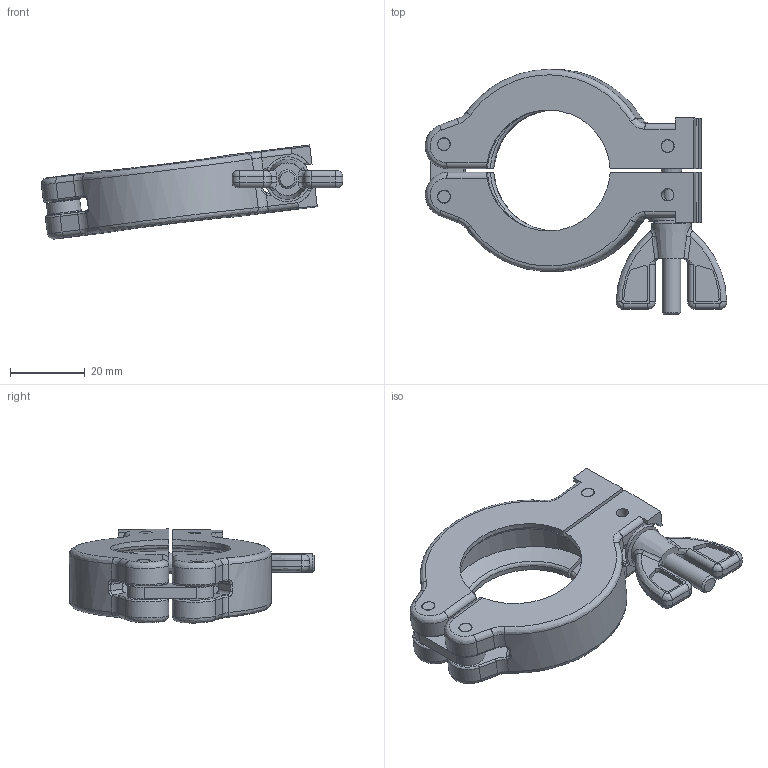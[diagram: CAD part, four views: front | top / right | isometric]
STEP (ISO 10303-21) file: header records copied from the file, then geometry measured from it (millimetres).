
FILE_DESCRIPTION (( 'STEP AP214' ), '1' );
FILE_NAME ('FULLVAC CA1KF25.STEP', '2019-03-26T14:41:24', ( '' ), ( '' ), 'SwSTEP 2.0', 'SolidWorks 2017', '' );
FILE_SCHEMA (( 'AUTOMOTIVE_DESIGN' ));
Length unit declared in the file: millimetre
Products named in the file (7): 5^FULLVAC CA1KF25; 3^FULLVAC CA1KF25; 1^FULLVAC CA1KF25; 2^FULLVAC CA1KF25; 6^FULLVAC CA1KF25; 4^FULLVAC CA1KF25; FULLVAC CA1KF25
Assembly tree (9 placements, depth 2):
  FULLVAC CA1KF25
    1^FULLVAC CA1KF25  x2
    2^FULLVAC CA1KF25
    3^FULLVAC CA1KF25  x3
    4^FULLVAC CA1KF25
    5^FULLVAC CA1KF25
    6^FULLVAC CA1KF25
Bounding box: 80.48 x 65.5 x 25.12 mm (x, y, z)
Volume: 24204.7 mm3; surface area: 15541.4 mm2
Topology: 9 solids, 9 shells, 282 faces, 696 edges, 438 vertices
Faces by surface type: cylinder 118, plane 85, bspline 62, cone 9, torus 8
Full cylindrical faces by diameter (mm): 3.1 x3, 3.3 x8, 3.5 x6, 4.134 x1, 5 x1, 5.5 x1, 6 x1, 12 x1
Entity records: 10145 total; most frequent: CARTESIAN_POINT 3513, ORIENTED_EDGE 908, DIRECTION 787, EDGE_CURVE 454, AXIS2_PLACEMENT_3D 304, VERTEX_POINT 296, EDGE_LOOP 236, UNCERTAINTY_MEASURE_WITH_UNIT 213
